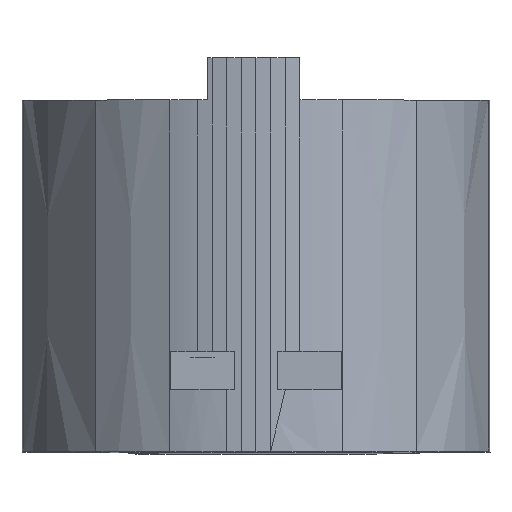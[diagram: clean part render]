
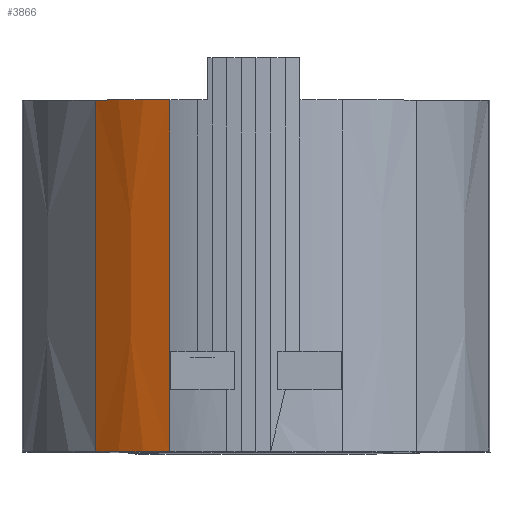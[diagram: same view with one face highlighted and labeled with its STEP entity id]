
A CAD part, top view. The second image highlights one B-rep face of the part: STEP entity #3866.
In plain terms, the highlighted conical face has half-angle 0.253 degrees and reference radius 21.84 mm.
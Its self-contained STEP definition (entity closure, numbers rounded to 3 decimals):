
#82=B_SPLINE_CURVE_WITH_KNOTS('',3,(#5949,#5950,#5951,#5952),
 .UNSPECIFIED.,.F.,.F.,(4,4),(0.,3.28),.UNSPECIFIED.);
#83=B_SPLINE_CURVE_WITH_KNOTS('',3,(#5956,#5957,#5958,#5959),
 .UNSPECIFIED.,.F.,.F.,(4,4),(0.,3.28),.UNSPECIFIED.);
#163=ELLIPSE('',#4107,21.984,21.984);
#164=ELLIPSE('',#4108,21.84,21.839);
#380=FACE_OUTER_BOUND('',#580,.T.);
#580=EDGE_LOOP('',(#2680,#2681,#2682,#2683));
#1650=VERTEX_POINT('',#5947);
#1651=VERTEX_POINT('',#5948);
#1652=VERTEX_POINT('',#5953);
#1653=VERTEX_POINT('',#5955);
#2064=EDGE_CURVE('',#1650,#1651,#82,.T.);
#2065=EDGE_CURVE('',#1652,#1650,#163,.T.);
#2066=EDGE_CURVE('',#1653,#1652,#83,.T.);
#2067=EDGE_CURVE('',#1651,#1653,#164,.T.);
#2680=ORIENTED_EDGE('',*,*,#2064,.F.);
#2681=ORIENTED_EDGE('',*,*,#2065,.F.);
#2682=ORIENTED_EDGE('',*,*,#2066,.F.);
#2683=ORIENTED_EDGE('',*,*,#2067,.F.);
#3770=CONICAL_SURFACE('',#4106,21.839,0.004);
#3866=ADVANCED_FACE('',(#380),#3770,.T.);
#4106=AXIS2_PLACEMENT_3D('',#5946,#4671,#4672);
#4107=AXIS2_PLACEMENT_3D('',#5954,#4673,#4674);
#4108=AXIS2_PLACEMENT_3D('',#5960,#4675,#4676);
#4671=DIRECTION('center_axis',(0.002,1.,-0.004));
#4672=DIRECTION('ref_axis',(0.,-0.004,
-1.));
#4673=DIRECTION('center_axis',(0.,1.,0.));
#4674=DIRECTION('ref_axis',(0.522,0.,-0.853));
#4675=DIRECTION('center_axis',(0.,-1.,0.));
#4676=DIRECTION('ref_axis',(0.522,0.,-0.853));
#5946=CARTESIAN_POINT('Origin',(11.411,-43.262,142.549));
#5947=CARTESIAN_POINT('',(3.37,-10.469,162.853));
#5948=CARTESIAN_POINT('',(3.369,-43.271,162.854));
#5949=CARTESIAN_POINT('Ctrl Pts',(3.37,-10.469,162.853));
#5950=CARTESIAN_POINT('Ctrl Pts',(3.368,-21.403,162.852));
#5951=CARTESIAN_POINT('Ctrl Pts',(3.368,-32.337,162.853));
#5952=CARTESIAN_POINT('Ctrl Pts',(3.369,-43.271,162.854));
#5953=CARTESIAN_POINT('',(-3.535,-10.469,158.47));
#5954=CARTESIAN_POINT('Origin',(11.49,-10.469,142.421));
#5955=CARTESIAN_POINT('',(-3.536,-43.271,158.471));
#5956=CARTESIAN_POINT('Ctrl Pts',(-3.536,-43.271,158.471));
#5957=CARTESIAN_POINT('Ctrl Pts',(-3.536,-32.337,158.471));
#5958=CARTESIAN_POINT('Ctrl Pts',(-3.536,-21.403,158.47));
#5959=CARTESIAN_POINT('Ctrl Pts',(-3.535,-10.469,158.47));
#5960=CARTESIAN_POINT('Origin',(11.412,-43.271,142.549));
